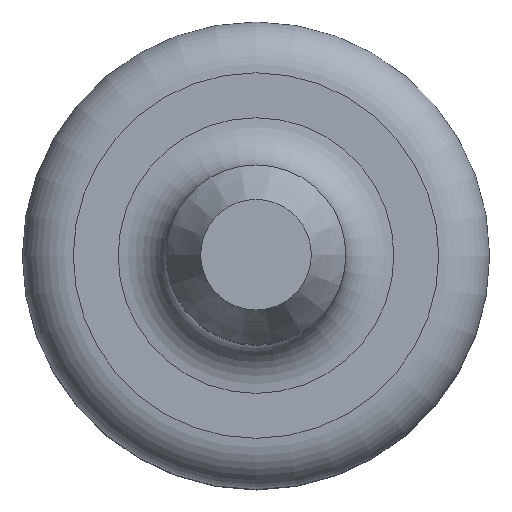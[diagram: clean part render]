
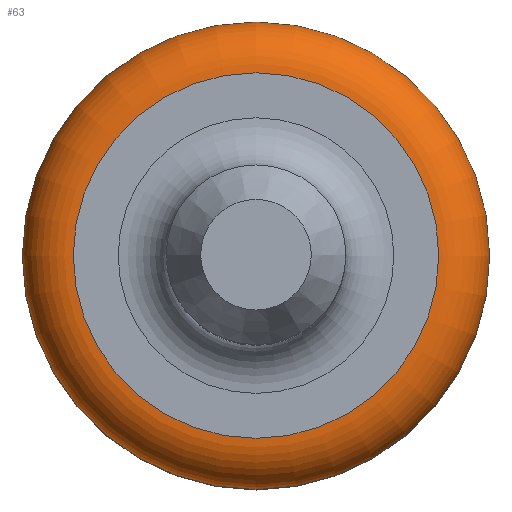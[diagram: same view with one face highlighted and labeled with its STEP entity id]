
A CAD part, top view. The second image highlights one B-rep face of the part: STEP entity #63.
In plain terms, the highlighted toroidal (fillet/blend) face has major radius 1.525 mm and minor radius 0.425 mm.
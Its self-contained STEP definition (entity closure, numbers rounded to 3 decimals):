
#35=TOROIDAL_SURFACE('',#296,1.525,0.425);
#63=ADVANCED_FACE('',(#94,#95),#35,.T.);
#94=FACE_BOUND('',#138,.T.);
#95=FACE_BOUND('',#139,.T.);
#138=EDGE_LOOP('',(#182));
#139=EDGE_LOOP('',(#183));
#182=ORIENTED_EDGE('',*,*,#242,.T.);
#183=ORIENTED_EDGE('',*,*,#241,.F.);
#219=VERTEX_POINT('',#439);
#220=VERTEX_POINT('',#442);
#241=EDGE_CURVE('',#219,#219,#263,.T.);
#242=EDGE_CURVE('',#220,#220,#264,.T.);
#263=CIRCLE('',#293,1.525);
#264=CIRCLE('',#295,1.562);
#293=AXIS2_PLACEMENT_3D('',#438,#354,#355);
#295=AXIS2_PLACEMENT_3D('',#441,#358,#359);
#296=AXIS2_PLACEMENT_3D('',#443,#360,#361);
#354=DIRECTION('',(0.,0.,1.));
#355=DIRECTION('',(1.,0.,0.));
#358=DIRECTION('',(0.,0.,1.));
#359=DIRECTION('',(1.,0.,0.));
#360=DIRECTION('',(0.,0.,1.));
#361=DIRECTION('',(1.,0.,0.));
#438=CARTESIAN_POINT('',(0.,0.,8.));
#439=CARTESIAN_POINT('',(1.525,0.,8.));
#441=CARTESIAN_POINT('',(0.,0.,7.152));
#442=CARTESIAN_POINT('',(1.562,0.,7.152));
#443=CARTESIAN_POINT('',(0.,0.,7.575));
